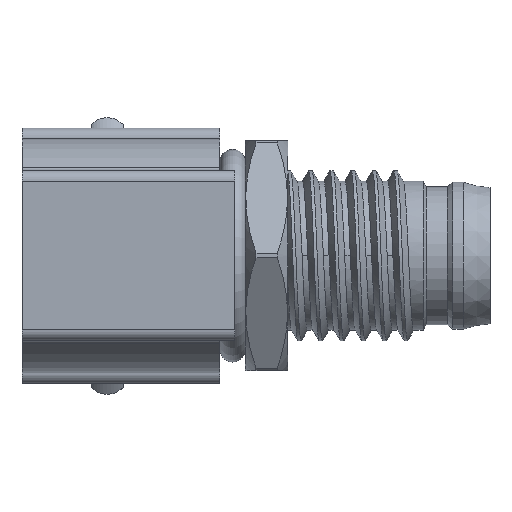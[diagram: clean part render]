
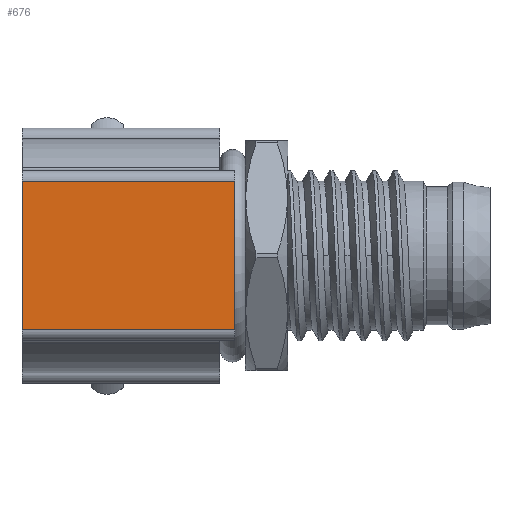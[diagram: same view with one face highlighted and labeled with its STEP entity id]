
A CAD part, top view. The second image highlights one B-rep face of the part: STEP entity #676.
In plain terms, the highlighted planar face has unit normal (0, 0, 1).
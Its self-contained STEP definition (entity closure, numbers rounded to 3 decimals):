
#378=PLANE('',#4633);
#676=ADVANCED_FACE('',(#1034),#378,.T.);
#1034=FACE_OUTER_BOUND('',#1286,.T.);
#1286=EDGE_LOOP('',(#2530,#2531,#2532,#2533));
#1611=LINE('',#10382,#1859);
#1612=LINE('',#10385,#1860);
#1613=LINE('',#10387,#1861);
#1614=LINE('',#10389,#1862);
#1859=VECTOR('',#5568,1.);
#1860=VECTOR('',#5569,1.);
#1861=VECTOR('',#5570,1.);
#1862=VECTOR('',#5571,1.);
#2530=ORIENTED_EDGE('',*,*,#3854,.F.);
#2531=ORIENTED_EDGE('',*,*,#3855,.T.);
#2532=ORIENTED_EDGE('',*,*,#3856,.T.);
#2533=ORIENTED_EDGE('',*,*,#3857,.T.);
#3360=VERTEX_POINT('',#10383);
#3361=VERTEX_POINT('',#10384);
#3362=VERTEX_POINT('',#10386);
#3363=VERTEX_POINT('',#10388);
#3854=EDGE_CURVE('',#3360,#3361,#1611,.T.);
#3855=EDGE_CURVE('',#3360,#3362,#1612,.T.);
#3856=EDGE_CURVE('',#3362,#3363,#1613,.T.);
#3857=EDGE_CURVE('',#3363,#3361,#1614,.T.);
#4633=AXIS2_PLACEMENT_3D('',#10390,#5572,#5573);
#5568=DIRECTION('',(0.,-1.,0.));
#5569=DIRECTION('',(-1.,0.,0.));
#5570=DIRECTION('',(0.,-1.,0.));
#5571=DIRECTION('',(1.,0.,0.));
#5572=DIRECTION('',(0.,0.,1.));
#5573=DIRECTION('',(1.,0.,0.));
#10382=CARTESIAN_POINT('',(0.,4.,6.));
#10383=CARTESIAN_POINT('',(0.,3.5,6.));
#10384=CARTESIAN_POINT('',(0.,-3.5,6.));
#10385=CARTESIAN_POINT('',(-10.,3.5,6.));
#10386=CARTESIAN_POINT('',(-10.,3.5,6.));
#10387=CARTESIAN_POINT('',(-10.,4.,6.));
#10388=CARTESIAN_POINT('',(-10.,-3.5,6.));
#10389=CARTESIAN_POINT('',(-10.,-3.5,6.));
#10390=CARTESIAN_POINT('',(-10.,4.,6.));
